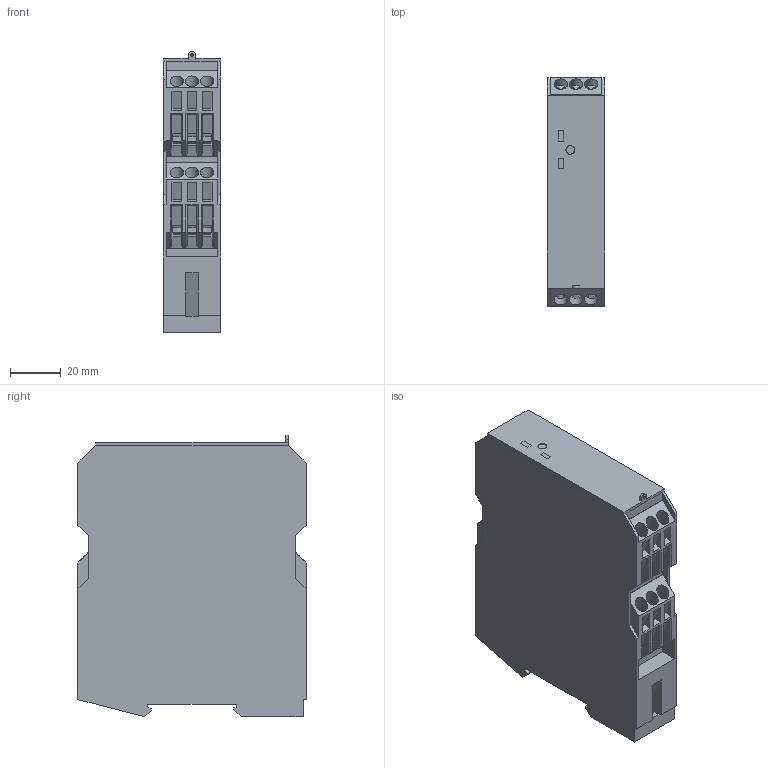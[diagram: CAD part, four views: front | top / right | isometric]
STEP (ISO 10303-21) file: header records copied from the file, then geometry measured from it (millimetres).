
FILE_DESCRIPTION(('Creo Elements/Direct Modeling STEP Export'),'2;1');
FILE_NAME('model.stp','2020-06-03T12:08:31',(''),(''),'Creo Elements/Direct Modeling STEP processor for AP214 (Solid Model)','Creo Elements/Direct Modeling 20.1A 29-Sep-2018 (C) Parametric Technology GmbH','');
FILE_SCHEMA(('AUTOMOTIVE_DESIGN { 1 0 10303 214 1 1 1 1 }'));
Length unit declared in the file: millimetre
Products named in the file (3): EMD-SL-PTC-SOCKEL-select; EMD-SL-PS-...-select; EMD-SL-PTC-select
Assembly tree (2 placements, depth 2):
  EMD-SL-PTC-select
    EMD-SL-PS-...-select
    EMD-SL-PTC-SOCKEL-select
Bounding box: 22.5 x 90 x 111 mm (x, y, z)
Volume: 195115.8 mm3; surface area: 41149.6 mm2
Topology: 2 solids, 2 shells, 781 faces, 2135 edges, 1402 vertices
Faces by surface type: plane 706, cylinder 75
Entity records: 29124 total; most frequent: ORIENTED_EDGE 4270, CARTESIAN_POINT 3998, DIRECTION 3384, EDGE_CURVE 2135, VECTOR 1808, LINE 1808, VERTEX_POINT 1402, EDGE_LOOP 829
